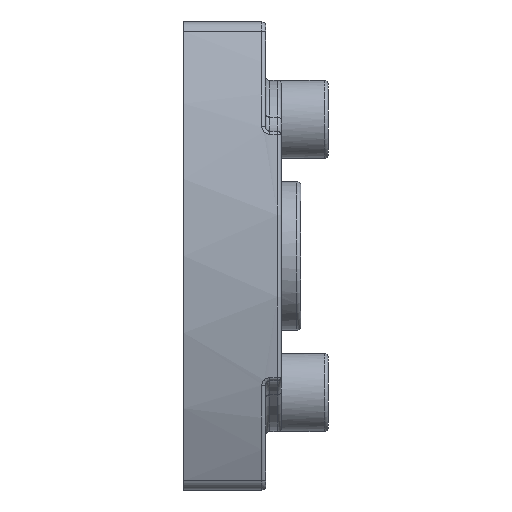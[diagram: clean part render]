
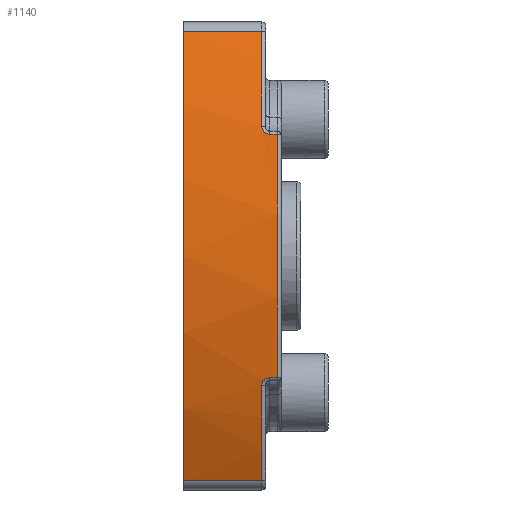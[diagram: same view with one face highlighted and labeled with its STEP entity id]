
A CAD part, left-side view. The second image highlights one B-rep face of the part: STEP entity #1140.
In plain terms, the highlighted cylindrical face has radius 70 mm (diameter 140 mm), a partial arc.
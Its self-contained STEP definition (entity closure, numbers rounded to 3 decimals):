
#109 = DIRECTION ( 'NONE',  ( 0., 0., 1. ) ) ;
#264 = CARTESIAN_POINT ( 'NONE',  ( -63.79, 10.5, -28.824 ) ) ;
#457 = EDGE_CURVE ( 'NONE', #8534, #9539, #8453, .T. ) ;
#607 = CARTESIAN_POINT ( 'NONE',  ( -68.189, 0.122, 15.819 ) ) ;
#614 = ORIENTED_EDGE ( 'NONE', *, *, #6056, .F. ) ;
#644 = VERTEX_POINT ( 'NONE', #8333 ) ;
#693 = VECTOR ( 'NONE', #13259, 1000. ) ;
#723 = CYLINDRICAL_SURFACE ( 'NONE', #11780, 70. ) ;
#750 = ORIENTED_EDGE ( 'NONE', *, *, #8049, .T. ) ;
#830 = ORIENTED_EDGE ( 'NONE', *, *, #3790, .T. ) ;
#859 = EDGE_CURVE ( 'NONE', #9539, #2905, #13321, .T. ) ;
#863 = DIRECTION ( 'NONE',  ( 0., 0., -1. ) ) ;
#946 = ORIENTED_EDGE ( 'NONE', *, *, #12079, .F. ) ;
#975 = VERTEX_POINT ( 'NONE', #1667 ) ;
#1140 = ADVANCED_FACE ( 'NONE', ( #3052 ), #723, .T. ) ;
#1575 = VERTEX_POINT ( 'NONE', #5735 ) ;
#1662 = DIRECTION ( 'NONE',  ( 0., 1., 0. ) ) ;
#1667 = CARTESIAN_POINT ( 'NONE',  ( -67.999, 0.5, -16.619 ) ) ;
#1734 = VERTEX_POINT ( 'NONE', #2410 ) ;
#2074 = CARTESIAN_POINT ( 'NONE',  ( -68.237, -0.231, -15.612 ) ) ;
#2077 = EDGE_LOOP ( 'NONE', ( #2464, #13958, #614, #12217, #10702, #10941, #830, #750, #946, #4563 ) ) ;
#2102 = DIRECTION ( 'NONE',  ( 0., 0., 1. ) ) ;
#2410 = CARTESIAN_POINT ( 'NONE',  ( -63.79, 0.5, -28.824 ) ) ;
#2464 = ORIENTED_EDGE ( 'NONE', *, *, #10088, .T. ) ;
#2789 = CARTESIAN_POINT ( 'NONE',  ( -67.999, 0.5, 16.619 ) ) ;
#2858 = CARTESIAN_POINT ( 'NONE',  ( -68.237, -0.366, 15.612 ) ) ;
#2905 = VERTEX_POINT ( 'NONE', #13456 ) ;
#3052 = FACE_OUTER_BOUND ( 'NONE', #2077, .T. ) ;
#3143 = CARTESIAN_POINT ( 'NONE',  ( -68.237, -0.5, 15.612 ) ) ;
#3194 = DIRECTION ( 'NONE',  ( 0., 1., 0. ) ) ;
#3303 = CARTESIAN_POINT ( 'NONE',  ( -63.79, 10.5, 28.824 ) ) ;
#3338 = DIRECTION ( 'NONE',  ( 0., 1., 0. ) ) ;
#3698 = LINE ( 'NONE', #264, #14407 ) ;
#3790 = EDGE_CURVE ( 'NONE', #10045, #1734, #3698, .T. ) ;
#4049 = AXIS2_PLACEMENT_3D ( 'NONE', #12626, #1662, #9308 ) ;
#4303 = DIRECTION ( 'NONE',  ( 0., 0., 1. ) ) ;
#4313 = B_SPLINE_CURVE_WITH_KNOTS ( 'NONE', 3,
 ( #5386, #2074, #9872, #14294, #10759, #8704, #12083, #14134 ),
 .UNSPECIFIED., .F., .F.,
 ( 4, 2, 2, 4 ),
 ( 0., 0.001, 0.001, 0.002 ),
 .UNSPECIFIED. ) ;
#4324 = CARTESIAN_POINT ( 'NONE',  ( -63.79, 0.5, 28.824 ) ) ;
#4563 = ORIENTED_EDGE ( 'NONE', *, *, #8542, .T. ) ;
#5012 = CIRCLE ( 'NONE', #13001, 70. ) ;
#5076 = CARTESIAN_POINT ( 'NONE',  ( -68.146, 0.304, 16.006 ) ) ;
#5195 = CARTESIAN_POINT ( 'NONE',  ( 0., 10.5, 0. ) ) ;
#5386 = CARTESIAN_POINT ( 'NONE',  ( -68.237, -0.5, -15.612 ) ) ;
#5735 = CARTESIAN_POINT ( 'NONE',  ( -68.237, -1.5, 15.612 ) ) ;
#6056 = EDGE_CURVE ( 'NONE', #8534, #9022, #9836, .T. ) ;
#6956 = AXIS2_PLACEMENT_3D ( 'NONE', #8874, #3338, #4303 ) ;
#7075 = LINE ( 'NONE', #13846, #10645 ) ;
#7137 = CARTESIAN_POINT ( 'NONE',  ( -68.119, 0.377, 16.118 ) ) ;
#7543 = DIRECTION ( 'NONE',  ( 0., -1., 0. ) ) ;
#8049 = EDGE_CURVE ( 'NONE', #1734, #975, #9459, .T. ) ;
#8325 = CARTESIAN_POINT ( 'NONE',  ( -68.062, 0.475, 16.358 ) ) ;
#8333 = CARTESIAN_POINT ( 'NONE',  ( -68.237, -1.5, -15.612 ) ) ;
#8345 = CARTESIAN_POINT ( 'NONE',  ( -67.999, 0.5, 16.619 ) ) ;
#8361 = VERTEX_POINT ( 'NONE', #12390 ) ;
#8453 = CIRCLE ( 'NONE', #8918, 70. ) ;
#8534 = VERTEX_POINT ( 'NONE', #8345 ) ;
#8542 = EDGE_CURVE ( 'NONE', #8361, #644, #7075, .T. ) ;
#8704 = CARTESIAN_POINT ( 'NONE',  ( -68.061, 0.475, -16.36 ) ) ;
#8786 = DIRECTION ( 'NONE',  ( 0., 1., 0. ) ) ;
#8874 = CARTESIAN_POINT ( 'NONE',  ( 0., 10.5, 0. ) ) ;
#8877 = CARTESIAN_POINT ( 'NONE',  ( 0., -1.5, 0. ) ) ;
#8918 = AXIS2_PLACEMENT_3D ( 'NONE', #11054, #8786, #109 ) ;
#9022 = VERTEX_POINT ( 'NONE', #3143 ) ;
#9308 = DIRECTION ( 'NONE',  ( 0., 0., 1. ) ) ;
#9347 = CARTESIAN_POINT ( 'NONE',  ( -68.231, -0.234, 15.639 ) ) ;
#9459 = CIRCLE ( 'NONE', #4049, 70. ) ;
#9539 = VERTEX_POINT ( 'NONE', #4324 ) ;
#9566 = CARTESIAN_POINT ( 'NONE',  ( -68.237, -0.5, 15.612 ) ) ;
#9836 = B_SPLINE_CURVE_WITH_KNOTS ( 'NONE', 3,
 ( #2789, #12880, #8325, #7137, #5076, #607, #12951, #9347, #2858, #9566 ),
 .UNSPECIFIED., .F., .F.,
 ( 4, 2, 2, 2, 4 ),
 ( 0., 0., 0.001, 0.001, 0.002 ),
 .UNSPECIFIED. ) ;
#9872 = CARTESIAN_POINT ( 'NONE',  ( -68.211, 0.031, -15.725 ) ) ;
#9948 = VECTOR ( 'NONE', #11057, 1000. ) ;
#10045 = VERTEX_POINT ( 'NONE', #12247 ) ;
#10088 = EDGE_CURVE ( 'NONE', #644, #1575, #5012, .T. ) ;
#10238 = CIRCLE ( 'NONE', #6956, 70. ) ;
#10363 = EDGE_CURVE ( 'NONE', #1575, #9022, #12093, .T. ) ;
#10540 = DIRECTION ( 'NONE',  ( 0., -1., 0. ) ) ;
#10645 = VECTOR ( 'NONE', #10540, 1000. ) ;
#10702 = ORIENTED_EDGE ( 'NONE', *, *, #859, .T. ) ;
#10759 = CARTESIAN_POINT ( 'NONE',  ( -68.119, 0.377, -16.118 ) ) ;
#10941 = ORIENTED_EDGE ( 'NONE', *, *, #13765, .F. ) ;
#11054 = CARTESIAN_POINT ( 'NONE',  ( 0., 0.5, 0. ) ) ;
#11057 = DIRECTION ( 'NONE',  ( 0., 1., 0. ) ) ;
#11429 = DIRECTION ( 'NONE',  ( 0., -1., 0. ) ) ;
#11780 = AXIS2_PLACEMENT_3D ( 'NONE', #5195, #7543, #863 ) ;
#11951 = CARTESIAN_POINT ( 'NONE',  ( -68.237, 10.5, 15.612 ) ) ;
#12079 = EDGE_CURVE ( 'NONE', #8361, #975, #4313, .T. ) ;
#12083 = CARTESIAN_POINT ( 'NONE',  ( -68.031, 0.5, -16.488 ) ) ;
#12093 = LINE ( 'NONE', #11951, #9948 ) ;
#12217 = ORIENTED_EDGE ( 'NONE', *, *, #457, .T. ) ;
#12247 = CARTESIAN_POINT ( 'NONE',  ( -63.79, 10.5, -28.824 ) ) ;
#12390 = CARTESIAN_POINT ( 'NONE',  ( -68.237, -0.5, -15.612 ) ) ;
#12626 = CARTESIAN_POINT ( 'NONE',  ( 0., 0.5, 0. ) ) ;
#12880 = CARTESIAN_POINT ( 'NONE',  ( -68.031, 0.5, 16.488 ) ) ;
#12951 = CARTESIAN_POINT ( 'NONE',  ( -68.207, 0.011, 15.742 ) ) ;
#13001 = AXIS2_PLACEMENT_3D ( 'NONE', #8877, #3194, #2102 ) ;
#13259 = DIRECTION ( 'NONE',  ( 0., 1., 0. ) ) ;
#13321 = LINE ( 'NONE', #3303, #693 ) ;
#13456 = CARTESIAN_POINT ( 'NONE',  ( -63.79, 10.5, 28.824 ) ) ;
#13765 = EDGE_CURVE ( 'NONE', #10045, #2905, #10238, .T. ) ;
#13846 = CARTESIAN_POINT ( 'NONE',  ( -68.237, 10.5, -15.612 ) ) ;
#13958 = ORIENTED_EDGE ( 'NONE', *, *, #10363, .T. ) ;
#14134 = CARTESIAN_POINT ( 'NONE',  ( -67.999, 0.5, -16.619 ) ) ;
#14294 = CARTESIAN_POINT ( 'NONE',  ( -68.145, 0.305, -16.007 ) ) ;
#14407 = VECTOR ( 'NONE', #11429, 1000. ) ;
